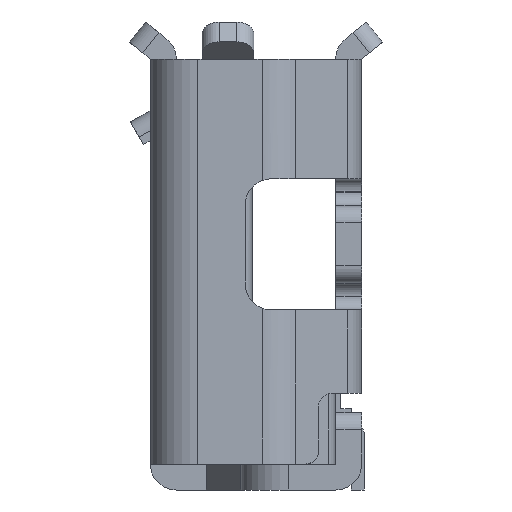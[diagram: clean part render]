
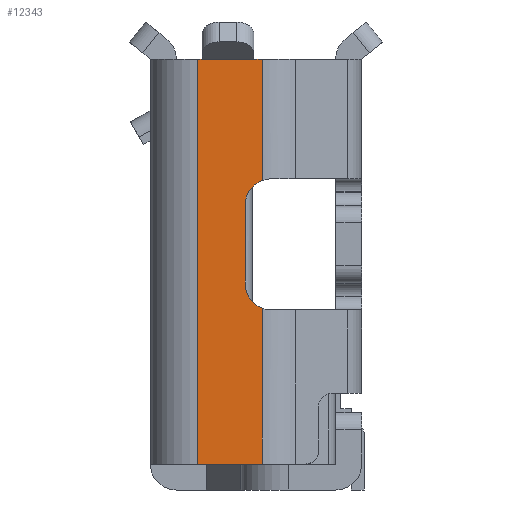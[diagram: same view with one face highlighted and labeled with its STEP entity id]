
A CAD part, left-side view. The second image highlights one B-rep face of the part: STEP entity #12343.
In plain terms, the highlighted planar face has unit normal (-1, 0, 0).
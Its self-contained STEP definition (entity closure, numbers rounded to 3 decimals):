
#584 = CARTESIAN_POINT ( 'NONE',  ( -3.75, 0.625, 2.35 ) ) ;
#1581 = VERTEX_POINT ( 'NONE', #17306 ) ;
#1615 = VECTOR ( 'NONE', #11909, 1000. ) ;
#1621 = VERTEX_POINT ( 'NONE', #584 ) ;
#1639 = CARTESIAN_POINT ( 'NONE',  ( -3.75, -0.071, 0.942 ) ) ;
#1654 = EDGE_CURVE ( 'NONE', #1581, #16033, #14107, .T. ) ;
#1663 = AXIS2_PLACEMENT_3D ( 'NONE', #15840, #1964, #2222 ) ;
#1709 = DIRECTION ( 'NONE',  ( 0., 0., 1. ) ) ;
#1871 = VERTEX_POINT ( 'NONE', #8762 ) ;
#1964 = DIRECTION ( 'NONE',  ( 1., 0., 0. ) ) ;
#2222 = DIRECTION ( 'NONE',  ( 0., 0., 1. ) ) ;
#2352 = EDGE_CURVE ( 'NONE', #4408, #1581, #3742, .T. ) ;
#3066 = DIRECTION ( 'NONE',  ( 0., 0., 1. ) ) ;
#3448 = VERTEX_POINT ( 'NONE', #18844 ) ;
#3519 = CARTESIAN_POINT ( 'NONE',  ( -3.75, 0., -2.35 ) ) ;
#3522 = ORIENTED_EDGE ( 'NONE', *, *, #6686, .T. ) ;
#3742 = LINE ( 'NONE', #19547, #1615 ) ;
#3794 = VECTOR ( 'NONE', #18196, 1000. ) ;
#4149 = DIRECTION ( 'NONE',  ( 0., 0., -1. ) ) ;
#4192 = LINE ( 'NONE', #15403, #8887 ) ;
#4408 = VERTEX_POINT ( 'NONE', #10117 ) ;
#4466 = ORIENTED_EDGE ( 'NONE', *, *, #10658, .T. ) ;
#4470 = VERTEX_POINT ( 'NONE', #9033 ) ;
#4605 = AXIS2_PLACEMENT_3D ( 'NONE', #17299, #8293, #17424 ) ;
#5010 = VECTOR ( 'NONE', #6571, 1000. ) ;
#5039 = EDGE_CURVE ( 'NONE', #8032, #1871, #4192, .T. ) ;
#5233 = LINE ( 'NONE', #11944, #3794 ) ;
#5235 = ORIENTED_EDGE ( 'NONE', *, *, #8608, .F. ) ;
#5294 = ORIENTED_EDGE ( 'NONE', *, *, #14746, .T. ) ;
#5476 = DIRECTION ( 'NONE',  ( 1., 0., 0. ) ) ;
#5676 = CARTESIAN_POINT ( 'NONE',  ( -3.75, 0.125, -2.35 ) ) ;
#6192 = ORIENTED_EDGE ( 'NONE', *, *, #18478, .T. ) ;
#6309 = AXIS2_PLACEMENT_3D ( 'NONE', #16210, #5476, #4149 ) ;
#6380 = VECTOR ( 'NONE', #14370, 1000. ) ;
#6571 = DIRECTION ( 'NONE',  ( 0., -1., 0. ) ) ;
#6578 = VERTEX_POINT ( 'NONE', #17422 ) ;
#6686 = EDGE_CURVE ( 'NONE', #3448, #8032, #19012, .T. ) ;
#7761 = CARTESIAN_POINT ( 'NONE',  ( -3.75, 0.125, -0.26 ) ) ;
#8032 = VERTEX_POINT ( 'NONE', #1639 ) ;
#8293 = DIRECTION ( 'NONE',  ( -1., 0., 0. ) ) ;
#8602 = VERTEX_POINT ( 'NONE', #18380 ) ;
#8608 = EDGE_CURVE ( 'NONE', #6578, #4470, #14335, .T. ) ;
#8762 = CARTESIAN_POINT ( 'NONE',  ( -3.75, -0.071, 2.35 ) ) ;
#8887 = VECTOR ( 'NONE', #3066, 1000. ) ;
#9033 = CARTESIAN_POINT ( 'NONE',  ( -3.75, 0.675, 2.35 ) ) ;
#9233 = CARTESIAN_POINT ( 'NONE',  ( -3.75, 0.675, -2.35 ) ) ;
#9586 = FACE_OUTER_BOUND ( 'NONE', #14831, .T. ) ;
#10117 = CARTESIAN_POINT ( 'NONE',  ( -3.75, -0.071, -2.35 ) ) ;
#10658 = EDGE_CURVE ( 'NONE', #8602, #1621, #14159, .T. ) ;
#11909 = DIRECTION ( 'NONE',  ( 0., 0., 1. ) ) ;
#11944 = CARTESIAN_POINT ( 'NONE',  ( -3.75, 0.675, 2.35 ) ) ;
#12343 = ADVANCED_FACE ( 'NONE', ( #9586 ), #14393, .T. ) ;
#12425 = ORIENTED_EDGE ( 'NONE', *, *, #1654, .T. ) ;
#12478 = DIRECTION ( 'NONE',  ( 0., 1., 0. ) ) ;
#12543 = CARTESIAN_POINT ( 'NONE',  ( -3.75, 0.675, 2.35 ) ) ;
#12676 = LINE ( 'NONE', #3519, #5010 ) ;
#13087 = EDGE_CURVE ( 'NONE', #1871, #8602, #5233, .T. ) ;
#13661 = VECTOR ( 'NONE', #12478, 1000. ) ;
#14107 = CIRCLE ( 'NONE', #1663, 0.3 ) ;
#14159 = LINE ( 'NONE', #12543, #13661 ) ;
#14335 = LINE ( 'NONE', #9233, #17218 ) ;
#14370 = DIRECTION ( 'NONE',  ( 0., -1., 0. ) ) ;
#14393 = PLANE ( 'NONE',  #4605 ) ;
#14726 = DIRECTION ( 'NONE',  ( 0., 0., 1. ) ) ;
#14746 = EDGE_CURVE ( 'NONE', #16033, #3448, #17212, .T. ) ;
#14831 = EDGE_LOOP ( 'NONE', ( #3522, #16963, #17625, #4466, #19123, #5235, #6192, #16772, #12425, #5294 ) ) ;
#15403 = CARTESIAN_POINT ( 'NONE',  ( -3.75, -0.071, -2.35 ) ) ;
#15840 = CARTESIAN_POINT ( 'NONE',  ( -3.75, -0.175, -0.26 ) ) ;
#16033 = VERTEX_POINT ( 'NONE', #7761 ) ;
#16210 = CARTESIAN_POINT ( 'NONE',  ( -3.75, -0.175, 0.66 ) ) ;
#16235 = VECTOR ( 'NONE', #14726, 1000. ) ;
#16772 = ORIENTED_EDGE ( 'NONE', *, *, #2352, .T. ) ;
#16963 = ORIENTED_EDGE ( 'NONE', *, *, #5039, .T. ) ;
#17212 = LINE ( 'NONE', #5676, #16235 ) ;
#17218 = VECTOR ( 'NONE', #1709, 1000. ) ;
#17299 = CARTESIAN_POINT ( 'NONE',  ( -3.75, 0.675, -2.35 ) ) ;
#17306 = CARTESIAN_POINT ( 'NONE',  ( -3.75, -0.071, -0.542 ) ) ;
#17422 = CARTESIAN_POINT ( 'NONE',  ( -3.75, 0.675, -2.35 ) ) ;
#17424 = DIRECTION ( 'NONE',  ( 0., 0., 1. ) ) ;
#17625 = ORIENTED_EDGE ( 'NONE', *, *, #13087, .T. ) ;
#18196 = DIRECTION ( 'NONE',  ( 0., 1., 0. ) ) ;
#18380 = CARTESIAN_POINT ( 'NONE',  ( -3.75, 0.025, 2.35 ) ) ;
#18478 = EDGE_CURVE ( 'NONE', #6578, #4408, #12676, .T. ) ;
#18844 = CARTESIAN_POINT ( 'NONE',  ( -3.75, 0.125, 0.66 ) ) ;
#18874 = LINE ( 'NONE', #18925, #6380 ) ;
#18925 = CARTESIAN_POINT ( 'NONE',  ( -3.75, 0., 2.35 ) ) ;
#18974 = EDGE_CURVE ( 'NONE', #4470, #1621, #18874, .T. ) ;
#19012 = CIRCLE ( 'NONE', #6309, 0.3 ) ;
#19123 = ORIENTED_EDGE ( 'NONE', *, *, #18974, .F. ) ;
#19547 = CARTESIAN_POINT ( 'NONE',  ( -3.75, -0.071, -2.35 ) ) ;
